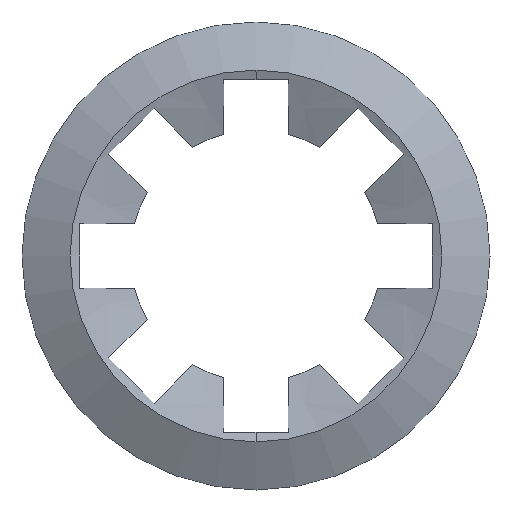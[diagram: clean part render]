
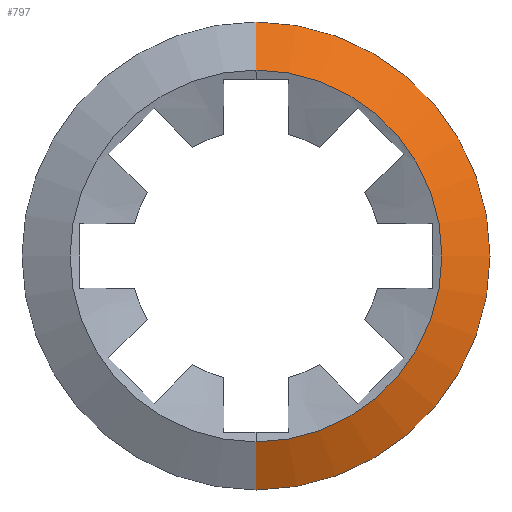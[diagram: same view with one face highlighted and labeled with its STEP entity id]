
A CAD part, left-side view. The second image highlights one B-rep face of the part: STEP entity #797.
In plain terms, the highlighted conical face has half-angle 64.65 degrees and reference radius 5.892 mm.
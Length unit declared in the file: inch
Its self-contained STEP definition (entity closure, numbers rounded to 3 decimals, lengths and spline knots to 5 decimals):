
#41 = DIRECTION ( 'NONE',  ( 1., 0., 0. ) ) ;
#55 = LINE ( 'NONE', #1210, #585 ) ;
#70 = CARTESIAN_POINT ( 'NONE',  ( 0., 0., 0.23196 ) ) ;
#94 = DIRECTION ( 'NONE',  ( -1., 0., 0. ) ) ;
#123 = VERTEX_POINT ( 'NONE', #651 ) ;
#124 = EDGE_CURVE ( 'NONE', #1430, #123, #912, .T. ) ;
#142 = CARTESIAN_POINT ( 'NONE',  ( 0., 0., 0. ) ) ;
#215 = DIRECTION ( 'NONE',  ( 0., 0., 1. ) ) ;
#285 = CARTESIAN_POINT ( 'NONE',  ( 0.02844, 0., 0.292 ) ) ;
#317 = AXIS2_PLACEMENT_3D ( 'NONE', #142, #41, #611 ) ;
#348 = ORIENTED_EDGE ( 'NONE', *, *, #367, .F. ) ;
#367 = EDGE_CURVE ( 'NONE', #123, #690, #705, .T. ) ;
#393 = AXIS2_PLACEMENT_3D ( 'NONE', #1018, #94, #215 ) ;
#436 = DIRECTION ( 'NONE',  ( 0., 0., 1. ) ) ;
#528 = CARTESIAN_POINT ( 'NONE',  ( 0., 0., 0. ) ) ;
#585 = VECTOR ( 'NONE', #764, 39.37008 ) ;
#609 = VERTEX_POINT ( 'NONE', #1008 ) ;
#611 = DIRECTION ( 'NONE',  ( 0., 0., -1. ) ) ;
#617 = FACE_OUTER_BOUND ( 'NONE', #1080, .T. ) ;
#651 = CARTESIAN_POINT ( 'NONE',  ( 0., 0., 0.23196 ) ) ;
#677 = CIRCLE ( 'NONE', #393, 0.292 ) ;
#690 = VERTEX_POINT ( 'NONE', #285 ) ;
#705 = LINE ( 'NONE', #70, #1130 ) ;
#764 = DIRECTION ( 'NONE',  ( 0.428, 0., -0.904 ) ) ;
#797 = ADVANCED_FACE ( 'NONE', ( #617 ), #1368, .T. ) ;
#912 = CIRCLE ( 'NONE', #1148, 0.23196 ) ;
#1008 = CARTESIAN_POINT ( 'NONE',  ( 0.02844, 0., -0.292 ) ) ;
#1018 = CARTESIAN_POINT ( 'NONE',  ( 0.02844, 0., 0. ) ) ;
#1020 = ORIENTED_EDGE ( 'NONE', *, *, #1088, .T. ) ;
#1065 = ORIENTED_EDGE ( 'NONE', *, *, #1198, .T. ) ;
#1068 = ORIENTED_EDGE ( 'NONE', *, *, #124, .F. ) ;
#1080 = EDGE_LOOP ( 'NONE', ( #348, #1068, #1020, #1065 ) ) ;
#1088 = EDGE_CURVE ( 'NONE', #1430, #609, #55, .T. ) ;
#1130 = VECTOR ( 'NONE', #1207, 39.37008 ) ;
#1148 = AXIS2_PLACEMENT_3D ( 'NONE', #528, #1459, #436 ) ;
#1198 = EDGE_CURVE ( 'NONE', #609, #690, #677, .T. ) ;
#1207 = DIRECTION ( 'NONE',  ( 0.428, 0., 0.904 ) ) ;
#1210 = CARTESIAN_POINT ( 'NONE',  ( 0., 0., -0.23196 ) ) ;
#1368 = CONICAL_SURFACE ( 'NONE', #317, 0.23196, 1.128 ) ;
#1411 = CARTESIAN_POINT ( 'NONE',  ( 0., 0., -0.23196 ) ) ;
#1430 = VERTEX_POINT ( 'NONE', #1411 ) ;
#1459 = DIRECTION ( 'NONE',  ( -1., 0., 0. ) ) ;
